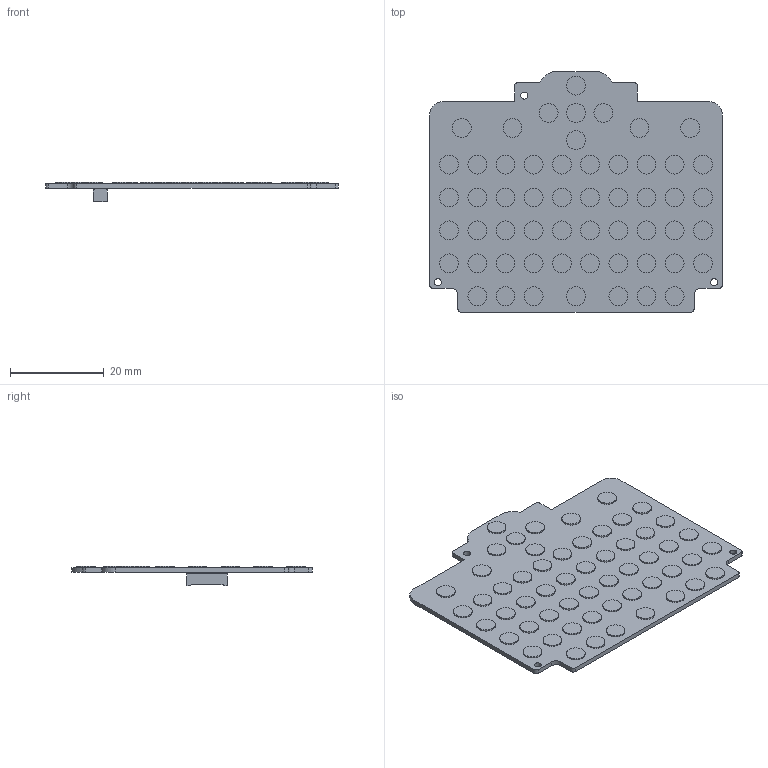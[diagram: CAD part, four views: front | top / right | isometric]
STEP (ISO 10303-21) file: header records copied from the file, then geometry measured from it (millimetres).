
FILE_DESCRIPTION(('Open CASCADE Model'),'2;1');
FILE_NAME('Open CASCADE Shape Model','2020-04-02T23:51:36',('Author'),( 'Open CASCADE'),'Open CASCADE STEP processor 6.8','Open CASCADE 6.8' ,'Unknown');
FILE_SCHEMA(('AUTOMOTIVE_DESIGN { 1 0 10303 214 1 1 1 1 }'));
Length unit declared in the file: millimetre
Products named in the file (64): PCB; Boardbt-kbd-v3a; Open CASCADE STEP translator 6.8 1.1.1; P26bt-kbd-v3a; 6717928320; Cylinder; PCbt-kbd-v3a; P55Bbt-kbd-v3a; P55Abt-kbd-v3a; P9bt-kbd-v3a; P8bt-kbd-v3a; P7bt-kbd-v3a; P6bt-kbd-v3a; P5bt-kbd-v3a; P4bt-kbd-v3a; P3bt-kbd-v3a; P2bt-kbd-v3a; P1bt-kbd-v3a; DF40HC(3.0)-30DS; P13bt-kbd-v3a; P14bt-kbd-v3a; P15bt-kbd-v3a; P16bt-kbd-v3a; P17bt-kbd-v3a; P18bt-kbd-v3a; P19bt-kbd-v3a; P20bt-kbd-v3a; P21bt-kbd-v3a; P22bt-kbd-v3a; P23bt-kbd-v3a; P24bt-kbd-v3a; P25bt-kbd-v3a; P27bt-kbd-v3a; P28bt-kbd-v3a; P29bt-kbd-v3a; P30bt-kbd-v3a; P31bt-kbd-v3a; P32bt-kbd-v3a; P33bt-kbd-v3a; P34bt-kbd-v3a ...
Assembly tree (118 placements, depth 4):
  PCB
    Boardbt-kbd-v3a
      Open CASCADE STEP translator 6.8 1.1.1
    P26bt-kbd-v3a
      6717928320
        Cylinder
    PCbt-kbd-v3a
      6717928320
        Cylinder
    P55Bbt-kbd-v3a
      6717928320
        Cylinder
    P55Abt-kbd-v3a
      6717928320
        Cylinder
    P9bt-kbd-v3a
      6717928320
        Cylinder
    P8bt-kbd-v3a
      6717928320
        Cylinder
    P7bt-kbd-v3a
      6717928320
        Cylinder
    P6bt-kbd-v3a
      6717928320
        Cylinder
    P5bt-kbd-v3a
      6717928320
        Cylinder
    P4bt-kbd-v3a
      6717928320
        Cylinder
    P3bt-kbd-v3a
      6717928320
        Cylinder
    P2bt-kbd-v3a
      6717928320
        Cylinder
    P1bt-kbd-v3a
      DF40HC(3.0)-30DS
        DF40HC(3.0)-30DS
    P13bt-kbd-v3a
      6717928320
        Cylinder
    P14bt-kbd-v3a
      6717928320
        Cylinder
    P15bt-kbd-v3a
      6717928320
        Cylinder
    P16bt-kbd-v3a
      6717928320
        Cylinder
    P17bt-kbd-v3a
      6717928320
        Cylinder
    P18bt-kbd-v3a
      6717928320
        Cylinder
Bounding box: 62.3 x 51.2 x 4.19 mm (x, y, z)
Volume: 3127.3 mm3; surface area: 7736 mm2
Topology: 58 solids, 58 shells, 923 faces, 2191 edges, 1447 vertices
Faces by surface type: plane 647, cylinder 264, cone 12
Full cylindrical faces by diameter (mm): 1.5 x3, 4 x56
Entity records: 25134 total; most frequent: CARTESIAN_POINT 4240, DIRECTION 4217, ORIENTED_EDGE 4052, EDGE_CURVE 2026, LINE 1589, VECTOR 1589, VERTEX_POINT 1337, AXIS2_PLACEMENT_3D 1314
